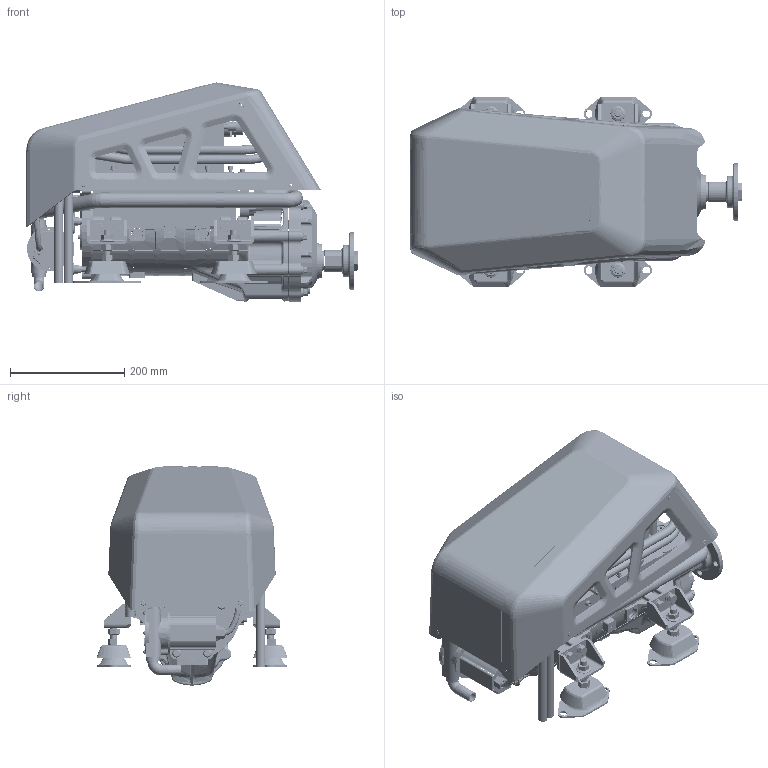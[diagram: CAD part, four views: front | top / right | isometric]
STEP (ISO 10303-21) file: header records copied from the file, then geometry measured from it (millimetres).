
FILE_DESCRIPTION (( 'STEP AP214' ), '1' );
FILE_NAME ('I-20軞蚾俋夤-0220.STEP', '2023-02-20T02:57:02', ( '' ), ( '' ), 'SwSTEP 2.0', 'SolidWorks 2022', '' );
FILE_SCHEMA (( 'AUTOMOTIVE_DESIGN' ));
Length unit declared in the file: millimetre
Products named in the file (1): I-20总装外观-0220
Bounding box: 581.1 x 334 x 383.48 mm (x, y, z)
Surface area: 1672749 mm2 (no closed solid volume)
Topology: 0 solids, 422 shells, 4115 faces, 14445 edges, 10381 vertices
Faces by surface type: plane 1384, cylinder 1302, bspline 707, cone 383, torus 295, sphere 44
Entity records: 288501 total; most frequent: CARTESIAN_POINT 128454, DIRECTION 22516, ORIENTED_EDGE 22108, EDGE_CURVE 14364, VERTEX_POINT 10377, AXIS2_PLACEMENT_3D 8417, VECTOR 5682, LINE 5682
